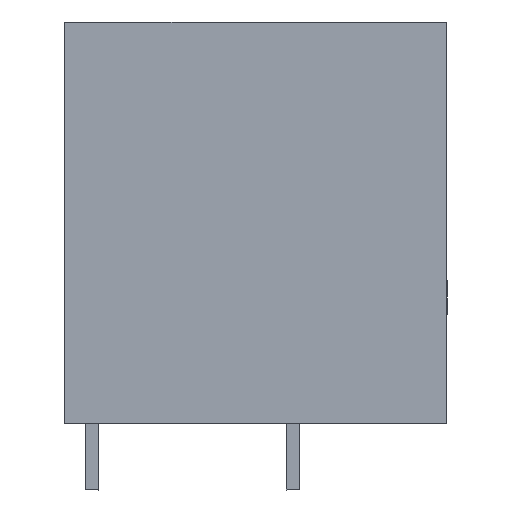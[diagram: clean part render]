
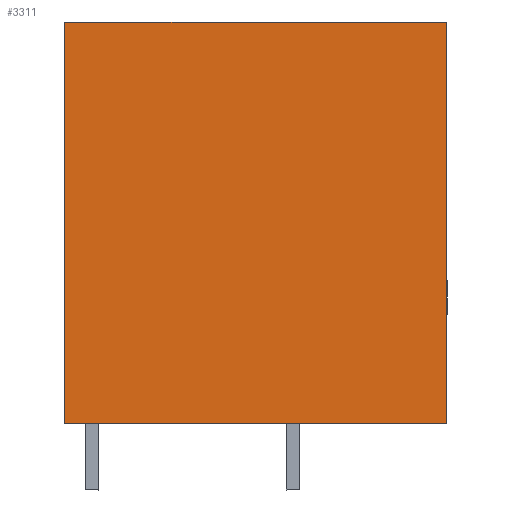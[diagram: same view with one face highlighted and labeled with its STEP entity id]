
A CAD part, left-side view. The second image highlights one B-rep face of the part: STEP entity #3311.
In plain terms, the highlighted planar face has unit normal (-1, 0, 0).
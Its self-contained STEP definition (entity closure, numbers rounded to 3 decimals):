
#3275=AXIS2_PLACEMENT_3D('Plane Axis2P3D',#3272,#3273,#3274) ;
#3272=CARTESIAN_POINT('Axis2P3D Location',(0.,28.55,35.)) ;
#3277=CARTESIAN_POINT('Line Origine',(0.,14.275,35.)) ;
#3281=CARTESIAN_POINT('Vertex',(0.,28.55,35.)) ;
#3283=CARTESIAN_POINT('Vertex',(0.,0.,35.)) ;
#3286=CARTESIAN_POINT('Line Origine',(0.,28.55,20.)) ;
#3290=CARTESIAN_POINT('Vertex',(0.,28.55,5.)) ;
#3293=CARTESIAN_POINT('Line Origine',(0.,14.275,5.)) ;
#3297=CARTESIAN_POINT('Vertex',(0.,0.,5.)) ;
#3300=CARTESIAN_POINT('Line Origine',(0.,0.,20.)) ;
#3273=DIRECTION('Axis2P3D Direction',(-1.,0.,0.)) ;
#3274=DIRECTION('Axis2P3D XDirection',(0.,0.,-1.)) ;
#3278=DIRECTION('Vector Direction',(0.,-1.,0.)) ;
#3287=DIRECTION('Vector Direction',(0.,0.,-1.)) ;
#3294=DIRECTION('Vector Direction',(0.,-1.,0.)) ;
#3301=DIRECTION('Vector Direction',(0.,0.,-1.)) ;
#3279=VECTOR('Line Direction',#3278,1.) ;
#3288=VECTOR('Line Direction',#3287,1.) ;
#3295=VECTOR('Line Direction',#3294,1.) ;
#3302=VECTOR('Line Direction',#3301,1.) ;
#3306=ORIENTED_EDGE('',*,*,#3285,.F.) ;
#3307=ORIENTED_EDGE('',*,*,#3292,.F.) ;
#3308=ORIENTED_EDGE('',*,*,#3299,.T.) ;
#3309=ORIENTED_EDGE('',*,*,#3304,.F.) ;
#3311=ADVANCED_FACE('HOUSING-left',(#3310),#3276,.T.) ;
#3285=EDGE_CURVE('',#3282,#3284,#3280,.T.) ;
#3292=EDGE_CURVE('',#3291,#3282,#3289,.F.) ;
#3299=EDGE_CURVE('',#3291,#3298,#3296,.T.) ;
#3304=EDGE_CURVE('',#3284,#3298,#3303,.T.) ;
#3305=EDGE_LOOP('',(#3306,#3307,#3308,#3309)) ;
#3310=FACE_OUTER_BOUND('',#3305,.T.) ;
#3280=LINE('Line',#3277,#3279) ;
#3289=LINE('Line',#3286,#3288) ;
#3296=LINE('Line',#3293,#3295) ;
#3303=LINE('Line',#3300,#3302) ;
#3276=PLANE('',#3275) ;
#3282=VERTEX_POINT('',#3281) ;
#3284=VERTEX_POINT('',#3283) ;
#3291=VERTEX_POINT('',#3290) ;
#3298=VERTEX_POINT('',#3297) ;
